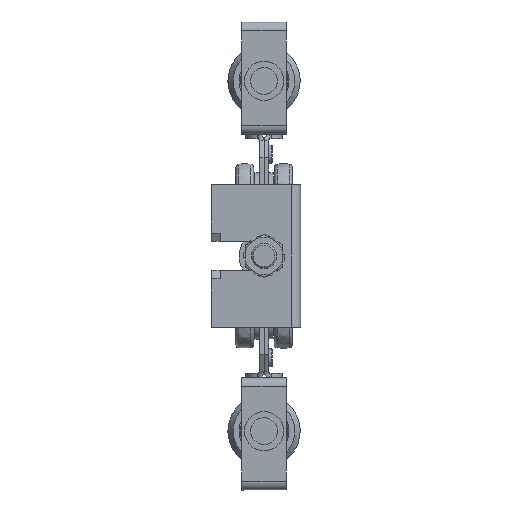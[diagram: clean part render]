
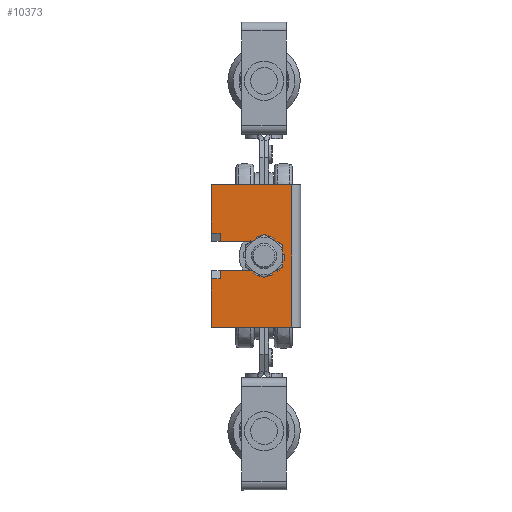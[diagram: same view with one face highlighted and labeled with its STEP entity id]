
A CAD part, front view. The second image highlights one B-rep face of the part: STEP entity #10373.
In plain terms, the highlighted planar face has unit normal (0, -1, 0).
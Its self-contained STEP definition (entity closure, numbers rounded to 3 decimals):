
#719=PLANE('',#11555);
#1134=FACE_OUTER_BOUND('',#1747,.T.);
#1747=EDGE_LOOP('',(#8343,#8344,#8345,#8346,#8347,#8348,#8349,#8350,#8351,
#8352,#8353,#8354));
#2597=LINE('',#19744,#3392);
#2598=LINE('',#19747,#3393);
#2604=LINE('',#19760,#3399);
#2611=LINE('',#19773,#3406);
#2616=LINE('',#19783,#3411);
#2618=LINE('',#19788,#3413);
#2622=LINE('',#19796,#3417);
#2623=LINE('',#19798,#3418);
#2624=LINE('',#19799,#3419);
#2625=LINE('',#19801,#3420);
#2626=LINE('',#19804,#3421);
#3392=VECTOR('',#13738,10.);
#3393=VECTOR('',#13741,10.);
#3399=VECTOR('',#13751,10.);
#3406=VECTOR('',#13762,10.);
#3411=VECTOR('',#13769,10.);
#3413=VECTOR('',#13773,10.);
#3417=VECTOR('',#13779,10.);
#3418=VECTOR('',#13780,10.);
#3419=VECTOR('',#13781,10.);
#3420=VECTOR('',#13782,10.);
#3421=VECTOR('',#13785,10.);
#3876=CIRCLE('',#11556,8.25);
#4757=VERTEX_POINT('',#19737);
#4760=VERTEX_POINT('',#19742);
#4761=VERTEX_POINT('',#19746);
#4765=VERTEX_POINT('',#19757);
#4766=VERTEX_POINT('',#19759);
#4770=VERTEX_POINT('',#19771);
#4774=VERTEX_POINT('',#19781);
#4776=VERTEX_POINT('',#19787);
#4779=VERTEX_POINT('',#19795);
#4780=VERTEX_POINT('',#19797);
#4781=VERTEX_POINT('',#19800);
#4782=VERTEX_POINT('',#19802);
#6064=EDGE_CURVE('',#4757,#4760,#2597,.T.);
#6065=EDGE_CURVE('',#4761,#4757,#2598,.T.);
#6071=EDGE_CURVE('',#4766,#4765,#2604,.T.);
#6078=EDGE_CURVE('',#4765,#4770,#2611,.T.);
#6083=EDGE_CURVE('',#4760,#4774,#2616,.T.);
#6085=EDGE_CURVE('',#4776,#4766,#2618,.T.);
#6089=EDGE_CURVE('',#4774,#4779,#2622,.T.);
#6090=EDGE_CURVE('',#4780,#4779,#2623,.T.);
#6091=EDGE_CURVE('',#4776,#4780,#2624,.T.);
#6092=EDGE_CURVE('',#4770,#4781,#2625,.T.);
#6093=EDGE_CURVE('',#4781,#4782,#3876,.T.);
#6094=EDGE_CURVE('',#4782,#4761,#2626,.T.);
#8343=ORIENTED_EDGE('',*,*,#6065,.T.);
#8344=ORIENTED_EDGE('',*,*,#6064,.T.);
#8345=ORIENTED_EDGE('',*,*,#6083,.T.);
#8346=ORIENTED_EDGE('',*,*,#6089,.T.);
#8347=ORIENTED_EDGE('',*,*,#6090,.F.);
#8348=ORIENTED_EDGE('',*,*,#6091,.F.);
#8349=ORIENTED_EDGE('',*,*,#6085,.T.);
#8350=ORIENTED_EDGE('',*,*,#6071,.T.);
#8351=ORIENTED_EDGE('',*,*,#6078,.T.);
#8352=ORIENTED_EDGE('',*,*,#6092,.T.);
#8353=ORIENTED_EDGE('',*,*,#6093,.T.);
#8354=ORIENTED_EDGE('',*,*,#6094,.T.);
#10373=ADVANCED_FACE('',(#1134),#719,.T.);
#11555=AXIS2_PLACEMENT_3D('',#19794,#13777,#13778);
#11556=AXIS2_PLACEMENT_3D('',#19803,#13783,#13784);
#13738=DIRECTION('',(0.,0.,-1.));
#13741=DIRECTION('',(1.,0.,0.));
#13751=DIRECTION('',(0.,0.,1.));
#13762=DIRECTION('',(1.,0.,0.));
#13769=DIRECTION('',(1.,0.,0.));
#13773=DIRECTION('',(1.,0.,0.));
#13777=DIRECTION('center_axis',(0.,-1.,0.));
#13778=DIRECTION('ref_axis',(0.,0.,-1.));
#13779=DIRECTION('',(0.,0.,1.));
#13780=DIRECTION('',(1.,0.,0.));
#13781=DIRECTION('',(0.,0.,1.));
#13782=DIRECTION('',(0.,0.,1.));
#13783=DIRECTION('center_axis',(0.,1.,0.));
#13784=DIRECTION('ref_axis',(1.,0.,0.));
#13785=DIRECTION('',(0.,0.,-1.));
#19737=CARTESIAN_POINT('',(-28.384,3.159,5.));
#19742=CARTESIAN_POINT('',(-28.384,3.159,0.));
#19744=CARTESIAN_POINT('',(-28.384,3.159,0.));
#19746=CARTESIAN_POINT('',(-32.935,3.159,5.));
#19747=CARTESIAN_POINT('',(-16.167,3.159,5.));
#19757=CARTESIAN_POINT('',(-53.985,3.159,5.));
#19759=CARTESIAN_POINT('',(-53.985,3.159,0.));
#19760=CARTESIAN_POINT('',(-53.985,3.159,0.));
#19771=CARTESIAN_POINT('',(-49.435,3.159,5.));
#19773=CARTESIAN_POINT('',(-26.202,3.159,5.));
#19781=CARTESIAN_POINT('',(-1.185,3.159,0.));
#19783=CARTESIAN_POINT('',(-81.185,3.159,0.));
#19787=CARTESIAN_POINT('',(-81.185,3.159,0.));
#19788=CARTESIAN_POINT('',(-81.185,3.159,0.));
#19794=CARTESIAN_POINT('Origin',(-1.185,3.159,0.));
#19795=CARTESIAN_POINT('',(-1.185,3.159,45.));
#19796=CARTESIAN_POINT('',(-1.185,3.159,0.));
#19797=CARTESIAN_POINT('',(-81.185,3.159,45.));
#19798=CARTESIAN_POINT('',(-21.185,3.159,45.));
#19799=CARTESIAN_POINT('',(-81.185,3.159,0.));
#19800=CARTESIAN_POINT('',(-49.435,3.159,29.5));
#19801=CARTESIAN_POINT('',(-49.435,3.159,14.75));
#19802=CARTESIAN_POINT('',(-32.935,3.159,29.5));
#19803=CARTESIAN_POINT('Origin',(-41.185,3.159,29.5));
#19804=CARTESIAN_POINT('',(-32.935,3.159,0.));
